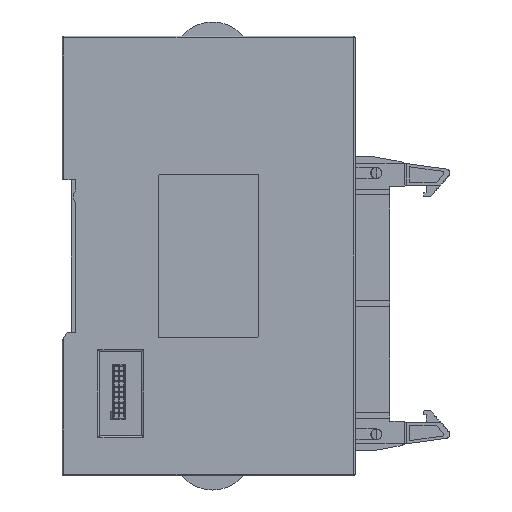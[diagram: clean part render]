
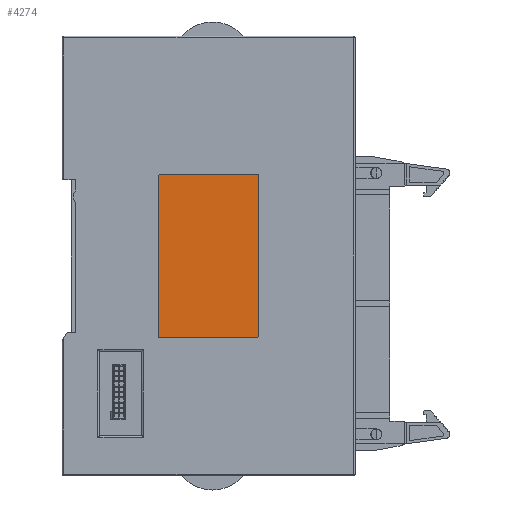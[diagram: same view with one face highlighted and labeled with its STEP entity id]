
A CAD part, left-side view. The second image highlights one B-rep face of the part: STEP entity #4274.
In plain terms, the highlighted planar face has unit normal (-1, 0, 0).
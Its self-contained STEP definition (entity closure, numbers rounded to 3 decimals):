
#306=(
BOUNDED_CURVE()
B_SPLINE_CURVE(2,(#104424,#104425,#104426),.UNSPECIFIED.,.F.,.F.)
B_SPLINE_CURVE_WITH_KNOTS((3,3),(0.,1.),.UNSPECIFIED.)
CURVE()
GEOMETRIC_REPRESENTATION_ITEM()
RATIONAL_B_SPLINE_CURVE((1.,0.707,1.))
REPRESENTATION_ITEM('')
);
#308=(
BOUNDED_CURVE()
B_SPLINE_CURVE(2,(#104440,#104441,#104442),.UNSPECIFIED.,.F.,.F.)
B_SPLINE_CURVE_WITH_KNOTS((3,3),(0.,1.),.UNSPECIFIED.)
CURVE()
GEOMETRIC_REPRESENTATION_ITEM()
RATIONAL_B_SPLINE_CURVE((1.,0.707,1.))
REPRESENTATION_ITEM('')
);
#310=(
BOUNDED_CURVE()
B_SPLINE_CURVE(2,(#104460,#104461,#104462),.UNSPECIFIED.,.F.,.F.)
B_SPLINE_CURVE_WITH_KNOTS((3,3),(0.,1.),.UNSPECIFIED.)
CURVE()
GEOMETRIC_REPRESENTATION_ITEM()
RATIONAL_B_SPLINE_CURVE((1.,0.707,1.))
REPRESENTATION_ITEM('')
);
#312=(
BOUNDED_CURVE()
B_SPLINE_CURVE(2,(#104472,#104473,#104474),.UNSPECIFIED.,.F.,.F.)
B_SPLINE_CURVE_WITH_KNOTS((3,3),(0.,1.),.UNSPECIFIED.)
CURVE()
GEOMETRIC_REPRESENTATION_ITEM()
RATIONAL_B_SPLINE_CURVE((1.,0.707,1.))
REPRESENTATION_ITEM('')
);
#4274=ADVANCED_FACE('',(#7712),#57069,.T.);
#7712=FACE_OUTER_BOUND('',#11325,.T.);
#11325=EDGE_LOOP('',(#29202,#29203,#29204,#29205,#29206,#29207,#29208,#29209));
#29202=ORIENTED_EDGE('',*,*,#38328,.F.);
#29203=ORIENTED_EDGE('',*,*,#38315,.F.);
#29204=ORIENTED_EDGE('',*,*,#38307,.F.);
#29205=ORIENTED_EDGE('',*,*,#38309,.F.);
#29206=ORIENTED_EDGE('',*,*,#38314,.F.);
#29207=ORIENTED_EDGE('',*,*,#38318,.F.);
#29208=ORIENTED_EDGE('',*,*,#38323,.F.);
#29209=ORIENTED_EDGE('',*,*,#38324,.F.);
#38307=EDGE_CURVE('',#53821,#53822,#306,.T.);
#38309=EDGE_CURVE('',#53823,#53821,#47319,.T.);
#38314=EDGE_CURVE('',#53826,#53823,#308,.T.);
#38315=EDGE_CURVE('',#53822,#53827,#47323,.T.);
#38318=EDGE_CURVE('',#53829,#53826,#47326,.T.);
#38323=EDGE_CURVE('',#53832,#53829,#310,.T.);
#38324=EDGE_CURVE('',#53833,#53832,#47330,.T.);
#38328=EDGE_CURVE('',#53827,#53833,#312,.T.);
#47319=B_SPLINE_CURVE_WITH_KNOTS('',1,(#104429,#104430),.UNSPECIFIED.,.F.,
 .F.,(2,2),(0.,23.),.UNSPECIFIED.);
#47323=B_SPLINE_CURVE_WITH_KNOTS('',1,(#104443,#104444),.UNSPECIFIED.,.F.,
 .F.,(2,2),(0.,38.),.UNSPECIFIED.);
#47326=B_SPLINE_CURVE_WITH_KNOTS('',1,(#104449,#104450),.UNSPECIFIED.,.F.,
 .F.,(2,2),(0.,38.),.UNSPECIFIED.);
#47330=B_SPLINE_CURVE_WITH_KNOTS('',1,(#104463,#104464),.UNSPECIFIED.,.F.,
 .F.,(2,2),(0.,23.),.UNSPECIFIED.);
#53821=VERTEX_POINT('',#97062);
#53822=VERTEX_POINT('',#97063);
#53823=VERTEX_POINT('',#97064);
#53826=VERTEX_POINT('',#97067);
#53827=VERTEX_POINT('',#97068);
#53829=VERTEX_POINT('',#97070);
#53832=VERTEX_POINT('',#97073);
#53833=VERTEX_POINT('',#97074);
#57069=PLANE('',#60563);
#60563=AXIS2_PLACEMENT_3D('',#94715,#63507,$);
#63507=DIRECTION('',(-1.,0.,0.));
#94715=CARTESIAN_POINT('',(-345.703,-71.468,212.686));
#97062=CARTESIAN_POINT('',(-345.703,-97.38,255.598));
#97063=CARTESIAN_POINT('',(-345.703,-97.88,255.098));
#97064=CARTESIAN_POINT('',(-345.703,-74.38,255.598));
#97067=CARTESIAN_POINT('',(-345.703,-73.88,255.098));
#97068=CARTESIAN_POINT('',(-345.703,-97.88,217.098));
#97070=CARTESIAN_POINT('',(-345.703,-73.88,217.098));
#97073=CARTESIAN_POINT('',(-345.703,-74.38,216.598));
#97074=CARTESIAN_POINT('',(-345.703,-97.38,216.598));
#104424=CARTESIAN_POINT('',(-345.703,-97.38,255.598));
#104425=CARTESIAN_POINT('',(-345.703,-97.88,255.598));
#104426=CARTESIAN_POINT('',(-345.703,-97.88,255.098));
#104429=CARTESIAN_POINT('',(-345.703,-74.38,255.598));
#104430=CARTESIAN_POINT('',(-345.703,-97.38,255.598));
#104440=CARTESIAN_POINT('',(-345.703,-73.88,255.098));
#104441=CARTESIAN_POINT('',(-345.703,-73.88,255.598));
#104442=CARTESIAN_POINT('',(-345.703,-74.38,255.598));
#104443=CARTESIAN_POINT('',(-345.703,-97.88,255.098));
#104444=CARTESIAN_POINT('',(-345.703,-97.88,217.098));
#104449=CARTESIAN_POINT('',(-345.703,-73.88,217.098));
#104450=CARTESIAN_POINT('',(-345.703,-73.88,255.098));
#104460=CARTESIAN_POINT('',(-345.703,-74.38,216.598));
#104461=CARTESIAN_POINT('',(-345.703,-73.88,216.598));
#104462=CARTESIAN_POINT('',(-345.703,-73.88,217.098));
#104463=CARTESIAN_POINT('',(-345.703,-97.38,216.598));
#104464=CARTESIAN_POINT('',(-345.703,-74.38,216.598));
#104472=CARTESIAN_POINT('',(-345.703,-97.88,217.098));
#104473=CARTESIAN_POINT('',(-345.703,-97.88,216.598));
#104474=CARTESIAN_POINT('',(-345.703,-97.38,216.598));
